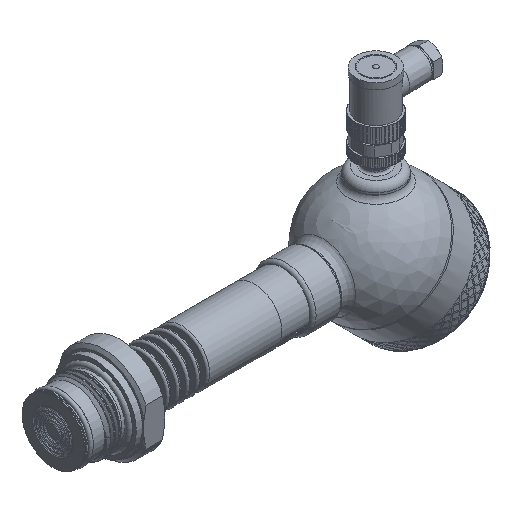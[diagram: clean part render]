
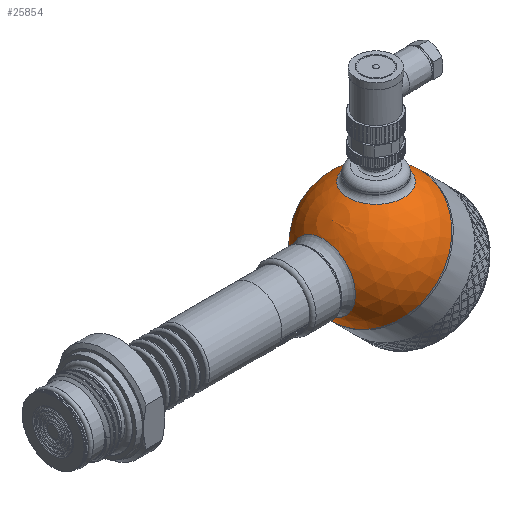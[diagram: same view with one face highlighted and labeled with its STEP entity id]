
A CAD part, isometric view. The second image highlights one B-rep face of the part: STEP entity #25854.
In plain terms, the highlighted spherical face has radius 30 mm.
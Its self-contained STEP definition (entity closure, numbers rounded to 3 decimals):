
#109=SPHERICAL_SURFACE('',#27357,30.);
#178=CIRCLE('',#27354,15.643);
#181=CIRCLE('',#27358,30.);
#182=CIRCLE('',#27359,30.);
#183=CIRCLE('',#27360,30.);
#184=CIRCLE('',#27361,13.5);
#1214=FACE_BOUND('',#5732,.T.);
#1215=FACE_BOUND('',#5733,.T.);
#4043=FACE_OUTER_BOUND('',#5731,.T.);
#5731=EDGE_LOOP('',(#18445,#18446,#18447,#18448));
#5732=EDGE_LOOP('',(#18449));
#5733=EDGE_LOOP('',(#18450));
#10479=VERTEX_POINT('',#40902);
#10481=VERTEX_POINT('',#40908);
#10482=VERTEX_POINT('',#40909);
#10483=VERTEX_POINT('',#40911);
#10484=VERTEX_POINT('',#40914);
#13496=EDGE_CURVE('',#10479,#10479,#178,.T.);
#13499=EDGE_CURVE('',#10481,#10482,#181,.T.);
#13500=EDGE_CURVE('',#10481,#10483,#182,.T.);
#13501=EDGE_CURVE('',#10482,#10481,#183,.T.);
#13502=EDGE_CURVE('',#10484,#10484,#184,.T.);
#18445=ORIENTED_EDGE('',*,*,#13499,.F.);
#18446=ORIENTED_EDGE('',*,*,#13500,.T.);
#18447=ORIENTED_EDGE('',*,*,#13500,.F.);
#18448=ORIENTED_EDGE('',*,*,#13501,.F.);
#18449=ORIENTED_EDGE('',*,*,#13496,.F.);
#18450=ORIENTED_EDGE('',*,*,#13502,.F.);
#25854=ADVANCED_FACE('',(#4043,#1214,#1215),#109,.T.);
#27354=AXIS2_PLACEMENT_3D('',#40903,#29317,#29318);
#27357=AXIS2_PLACEMENT_3D('',#40907,#29323,#29324);
#27358=AXIS2_PLACEMENT_3D('',#40910,#29325,#29326);
#27359=AXIS2_PLACEMENT_3D('',#40912,#29327,#29328);
#27360=AXIS2_PLACEMENT_3D('',#40913,#29329,#29330);
#27361=AXIS2_PLACEMENT_3D('',#40915,#29331,#29332);
#29317=DIRECTION('center_axis',(-0.707,0.,0.707));
#29318=DIRECTION('ref_axis',(0.707,0.,0.707));
#29323=DIRECTION('center_axis',(1.,0.,0.));
#29324=DIRECTION('ref_axis',(0.,-1.,0.));
#29325=DIRECTION('center_axis',(1.,0.,0.));
#29326=DIRECTION('ref_axis',(0.,1.,0.));
#29327=DIRECTION('center_axis',(0.,0.,1.));
#29328=DIRECTION('ref_axis',(0.,1.,0.));
#29329=DIRECTION('center_axis',(1.,0.,0.));
#29330=DIRECTION('ref_axis',(0.,1.,0.));
#29331=DIRECTION('center_axis',(-0.707,0.,-0.707));
#29332=DIRECTION('ref_axis',(-0.707,0.,0.707));
#40902=CARTESIAN_POINT('',(-29.162,0.,7.04));
#40903=CARTESIAN_POINT('Origin',(-18.101,0.,18.101));
#40907=CARTESIAN_POINT('Origin',(0.,0.,0.));
#40908=CARTESIAN_POINT('',(0.,30.,0.));
#40909=CARTESIAN_POINT('',(0.,-30.,0.));
#40910=CARTESIAN_POINT('Origin',(0.,0.,0.));
#40911=CARTESIAN_POINT('',(-30.,0.,0.));
#40912=CARTESIAN_POINT('Origin',(0.,0.,0.));
#40913=CARTESIAN_POINT('Origin',(0.,0.,0.));
#40914=CARTESIAN_POINT('',(-9.398,0.,-28.49));
#40915=CARTESIAN_POINT('Origin',(-18.944,0.,-18.944));
